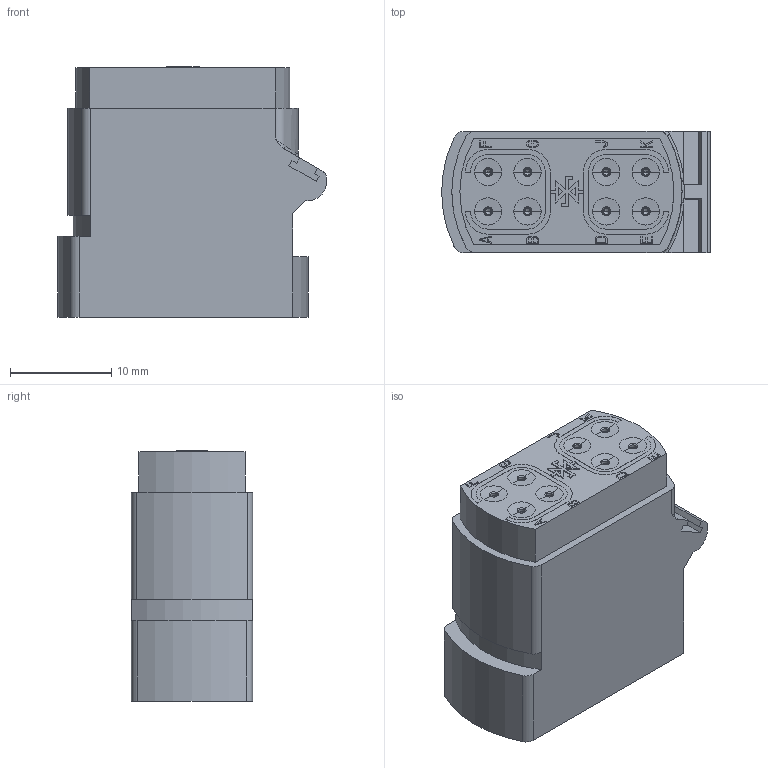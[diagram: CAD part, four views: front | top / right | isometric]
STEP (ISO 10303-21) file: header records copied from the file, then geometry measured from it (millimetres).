
FILE_DESCRIPTION((''),'2;1');
FILE_NAME('00113091102','2020-09-11T',('presta_be4'),(''),'CREO PARAMETRIC BY PTC INC, 2018360','CREO PARAMETRIC BY PTC INC, 2018360','');
FILE_SCHEMA(('CONFIG_CONTROL_DESIGN'));
Products named in the file (1): 00113091102
Bounding box: 26.6 x 12 x 24.8 mm (x, y, z)
Volume: 5505.6 mm3; surface area: 5781.3 mm2
Topology: 9 solids, 9 shells, 2293 faces, 5878 edges, 3644 vertices
Faces by surface type: plane 1349, cylinder 369, cone 360, torus 208, bspline 5, sphere 2
Entity records: 71653 total; most frequent: CARTESIAN_POINT 15277, DIRECTION 12151, ORIENTED_EDGE 11692, EDGE_CURVE 5846, AXIS2_PLACEMENT_3D 4485, VERTEX_POINT 3644, VECTOR 3181, LINE 3181
